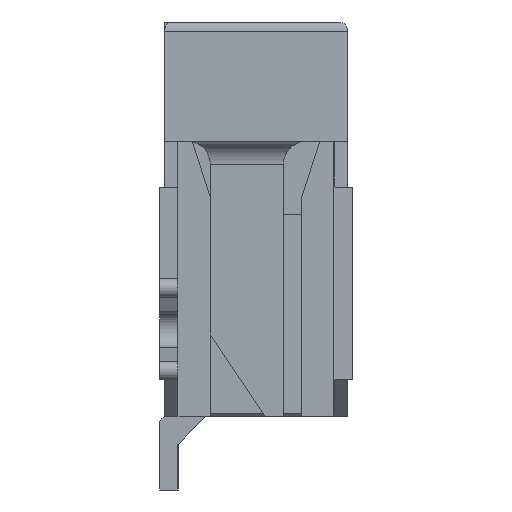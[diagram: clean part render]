
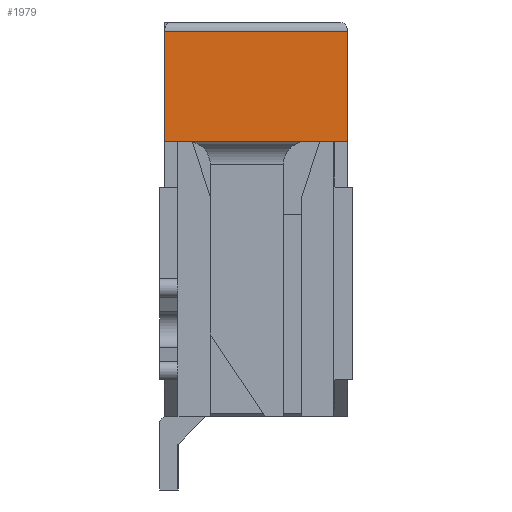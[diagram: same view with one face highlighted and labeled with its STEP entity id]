
A CAD part, left-side view. The second image highlights one B-rep face of the part: STEP entity #1979.
In plain terms, the highlighted planar face has unit normal (-1, 0, 0).
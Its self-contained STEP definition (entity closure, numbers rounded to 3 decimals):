
#1979 = ADVANCED_FACE( '', ( #3861 ), #3862, .T. );
#3861 = FACE_OUTER_BOUND( '', #5752, .T. );
#3862 = PLANE( '', #5753 );
#5752 = EDGE_LOOP( '', ( #11554, #11555, #11556, #11557 ) );
#5753 = AXIS2_PLACEMENT_3D( '', #11558, #11559, #11560 );
#11554 = ORIENTED_EDGE( '', *, *, #15085, .F. );
#11555 = ORIENTED_EDGE( '', *, *, #15111, .T. );
#11556 = ORIENTED_EDGE( '', *, *, #13934, .T. );
#11557 = ORIENTED_EDGE( '', *, *, #15112, .F. );
#11558 = CARTESIAN_POINT( '', ( -9.2, -1., 0.65 ) );
#11559 = DIRECTION( '', ( -1., 0., 0. ) );
#11560 = DIRECTION( '', ( 0., 0., 1. ) );
#13934 = EDGE_CURVE( '', #17517, #17518, #17519, .T. );
#15085 = EDGE_CURVE( '', #17788, #19023, #19024, .T. );
#15111 = EDGE_CURVE( '', #17788, #17517, #19052, .T. );
#15112 = EDGE_CURVE( '', #19023, #17518, #19053, .T. );
#17517 = VERTEX_POINT( '', #22558 );
#17518 = VERTEX_POINT( '', #22559 );
#17519 = LINE( '', #22560, #22561 );
#17788 = VERTEX_POINT( '', #22968 );
#19023 = VERTEX_POINT( '', #24860 );
#19024 = LINE( '', #24861, #24862 );
#19052 = LINE( '', #24904, #24905 );
#19053 = LINE( '', #24906, #24907 );
#22558 = CARTESIAN_POINT( '', ( -9.2, 1., 0.55 ) );
#22559 = CARTESIAN_POINT( '', ( -9.2, 1., -0.65 ) );
#22560 = CARTESIAN_POINT( '', ( -9.2, 1., 0.65 ) );
#22561 = VECTOR( '', #26293, 1000. );
#22968 = CARTESIAN_POINT( '', ( -9.2, -1., 0.55 ) );
#24860 = CARTESIAN_POINT( '', ( -9.2, -1., -0.65 ) );
#24861 = CARTESIAN_POINT( '', ( -9.2, -1., 0.65 ) );
#24862 = VECTOR( '', #27182, 1000. );
#24904 = CARTESIAN_POINT( '', ( -9.2, 1., 0.55 ) );
#24905 = VECTOR( '', #27197, 1000. );
#24906 = CARTESIAN_POINT( '', ( -9.2, -1., -0.65 ) );
#24907 = VECTOR( '', #27198, 1000. );
#26293 = DIRECTION( '', ( 0., 0., -1. ) );
#27182 = DIRECTION( '', ( 0., 0., -1. ) );
#27197 = DIRECTION( '', ( 0., 1., 0. ) );
#27198 = DIRECTION( '', ( 0., 1., 0. ) );
